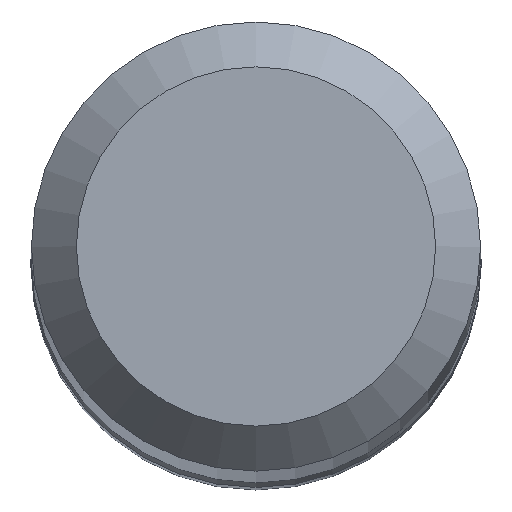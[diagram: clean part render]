
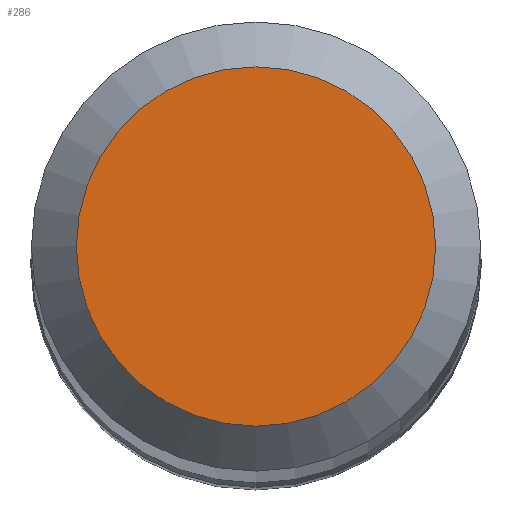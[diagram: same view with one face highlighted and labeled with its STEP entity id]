
A CAD part, top view. The second image highlights one B-rep face of the part: STEP entity #286.
In plain terms, the highlighted planar face has unit normal (0, 0, 1).
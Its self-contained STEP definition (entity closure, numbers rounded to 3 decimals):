
#11 = VERTEX_POINT ( 'NONE', #113 ) ;
#15 = CARTESIAN_POINT ( 'NONE',  ( 0., 0., 70. ) ) ;
#29 = EDGE_CURVE ( 'NONE', #11, #11, #176, .T. ) ;
#56 = DIRECTION ( 'NONE',  ( 0., 0., -1. ) ) ;
#69 = AXIS2_PLACEMENT_3D ( 'NONE', #175, #103, #197 ) ;
#103 = DIRECTION ( 'NONE',  ( 0., 0., -1. ) ) ;
#113 = CARTESIAN_POINT ( 'NONE',  ( 0., 1.2, 70. ) ) ;
#172 = AXIS2_PLACEMENT_3D ( 'NONE', #15, #56, #205 ) ;
#175 = CARTESIAN_POINT ( 'NONE',  ( 0., 0., 70. ) ) ;
#176 = CIRCLE ( 'NONE', #69, 1.2 ) ;
#184 = FACE_OUTER_BOUND ( 'NONE', #185, .T. ) ;
#185 = EDGE_LOOP ( 'NONE', ( #251 ) ) ;
#197 = DIRECTION ( 'NONE',  ( 0., 1., 0. ) ) ;
#205 = DIRECTION ( 'NONE',  ( 0., 1., 0. ) ) ;
#251 = ORIENTED_EDGE ( 'NONE', *, *, #29, .F. ) ;
#272 = PLANE ( 'NONE',  #172 ) ;
#286 = ADVANCED_FACE ( 'NONE', ( #184 ), #272, .F. ) ;
